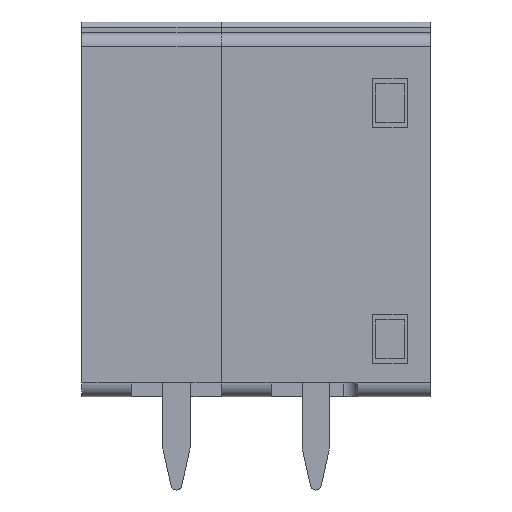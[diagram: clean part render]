
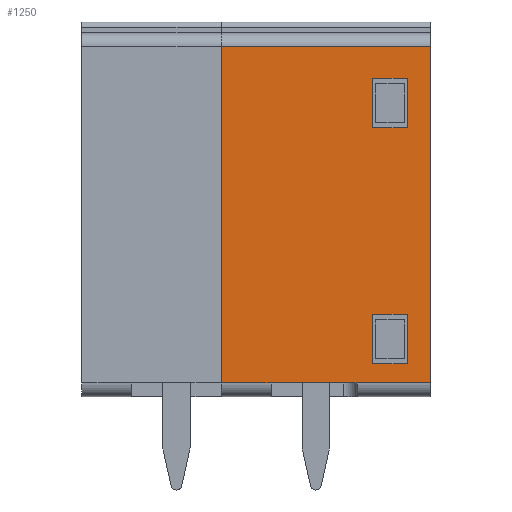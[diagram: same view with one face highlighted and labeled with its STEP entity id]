
A CAD part, front view. The second image highlights one B-rep face of the part: STEP entity #1250.
In plain terms, the highlighted planar face has unit normal (0, -1, 0).
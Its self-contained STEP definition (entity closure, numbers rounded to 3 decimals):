
#1250=ADVANCED_FACE('',(#2503,#2504,#2505),#2506,.T.);
#2503=FACE_OUTER_BOUND('',#3989,.T.);
#2504=FACE_BOUND('',#3990,.T.);
#2505=FACE_BOUND('',#3991,.T.);
#2506=PLANE('',#3992);
#3989=EDGE_LOOP('',(#7061,#7062,#7063,#7064,#7065,#7066));
#3990=EDGE_LOOP('',(#7067,#7068,#7069,#7070));
#3991=EDGE_LOOP('',(#7071,#7072,#7073,#7074));
#3992=AXIS2_PLACEMENT_3D('',#7075,#7076,#7077);
#7061=ORIENTED_EDGE('',*,*,#9428,.F.);
#7062=ORIENTED_EDGE('',*,*,#9429,.T.);
#7063=ORIENTED_EDGE('',*,*,#9430,.F.);
#7064=ORIENTED_EDGE('',*,*,#9431,.T.);
#7065=ORIENTED_EDGE('',*,*,#9432,.F.);
#7066=ORIENTED_EDGE('',*,*,#9395,.F.);
#7067=ORIENTED_EDGE('',*,*,#9433,.T.);
#7068=ORIENTED_EDGE('',*,*,#9434,.T.);
#7069=ORIENTED_EDGE('',*,*,#9435,.F.);
#7070=ORIENTED_EDGE('',*,*,#9436,.T.);
#7071=ORIENTED_EDGE('',*,*,#9190,.F.);
#7072=ORIENTED_EDGE('',*,*,#9409,.T.);
#7073=ORIENTED_EDGE('',*,*,#9185,.T.);
#7074=ORIENTED_EDGE('',*,*,#9242,.F.);
#7075=CARTESIAN_POINT('',(10.387,0.0,9.492));
#7076=DIRECTION('',(0.0,-1.0,0.0));
#7077=DIRECTION('',(-1.0,0.0,0.0));
#9185=EDGE_CURVE('',#11117,#11115,#11118,.T.);
#9190=EDGE_CURVE('',#11124,#11126,#11127,.T.);
#9242=EDGE_CURVE('',#11126,#11115,#11213,.T.);
#9395=EDGE_CURVE('',#11443,#11445,#11446,.T.);
#9409=EDGE_CURVE('',#11124,#11117,#11466,.T.);
#9428=EDGE_CURVE('',#11491,#11443,#11492,.T.);
#9429=EDGE_CURVE('',#11491,#11493,#11494,.T.);
#9430=EDGE_CURVE('',#11495,#11493,#11496,.T.);
#9431=EDGE_CURVE('',#11495,#11497,#11498,.T.);
#9432=EDGE_CURVE('',#11445,#11497,#11499,.T.);
#9433=EDGE_CURVE('',#11500,#11501,#11502,.T.);
#9434=EDGE_CURVE('',#11501,#11503,#11504,.T.);
#9435=EDGE_CURVE('',#11505,#11503,#11506,.T.);
#9436=EDGE_CURVE('',#11505,#11500,#11507,.T.);
#11115=VERTEX_POINT('',#14478);
#11117=VERTEX_POINT('',#14481);
#11118=LINE('',#14482,#14483);
#11124=VERTEX_POINT('',#14491);
#11126=VERTEX_POINT('',#14494);
#11127=LINE('',#14495,#14496);
#11213=LINE('',#14621,#14622);
#11443=VERTEX_POINT('',#14940);
#11445=VERTEX_POINT('',#14943);
#11446=LINE('',#14944,#14945);
#11466=LINE('',#14974,#14975);
#11491=VERTEX_POINT('',#15011);
#11492=LINE('',#15012,#15013);
#11493=VERTEX_POINT('',#15014);
#11494=LINE('',#15015,#15016);
#11495=VERTEX_POINT('',#15017);
#11496=LINE('',#15018,#15019);
#11497=VERTEX_POINT('',#15020);
#11498=LINE('',#15021,#15022);
#11499=LINE('',#15023,#15024);
#11500=VERTEX_POINT('',#15025);
#11501=VERTEX_POINT('',#15026);
#11502=LINE('',#15027,#15028);
#11503=VERTEX_POINT('',#15029);
#11504=LINE('',#15030,#15031);
#11505=VERTEX_POINT('',#15032);
#11506=LINE('',#15033,#15034);
#11507=LINE('',#15035,#15036);
#14478=CARTESIAN_POINT('',(11.86,0.0,11.595));
#14481=CARTESIAN_POINT('',(10.6,0.0,11.595));
#14482=CARTESIAN_POINT('',(5.08,0.0,11.595));
#14483=VECTOR('',#16727,1.0);
#14491=CARTESIAN_POINT('',(10.6,0.0,9.795));
#14494=CARTESIAN_POINT('',(11.86,0.0,9.795));
#14495=CARTESIAN_POINT('',(5.08,0.0,9.795));
#14496=VECTOR('',#16731,1.0);
#14621=CARTESIAN_POINT('',(11.86,0.0,-38.108));
#14622=VECTOR('',#16783,1.0);
#14940=CARTESIAN_POINT('',(10.03,0.0,0.5));
#14943=CARTESIAN_POINT('',(6.9,0.0,0.5));
#14944=CARTESIAN_POINT('',(5.08,0.0,0.5));
#14945=VECTOR('',#16951,1.0);
#14974=CARTESIAN_POINT('',(10.6,0.0,-38.108));
#14975=VECTOR('',#16964,1.0);
#15011=CARTESIAN_POINT('',(12.7,0.0,0.5));
#15012=CARTESIAN_POINT('',(5.08,0.0,0.5));
#15013=VECTOR('',#16976,1.0);
#15014=CARTESIAN_POINT('',(12.7,0.0,12.75));
#15015=CARTESIAN_POINT('',(12.7,0.0,-38.108));
#15016=VECTOR('',#16977,1.0);
#15017=CARTESIAN_POINT('',(5.08,0.0,12.75));
#15018=CARTESIAN_POINT('',(5.08,0.0,12.75));
#15019=VECTOR('',#16978,1.0);
#15020=CARTESIAN_POINT('',(5.08,0.0,0.5));
#15021=CARTESIAN_POINT('',(5.08,0.0,-38.108));
#15022=VECTOR('',#16979,1.0);
#15023=CARTESIAN_POINT('',(5.08,0.0,0.5));
#15024=VECTOR('',#16980,1.0);
#15025=CARTESIAN_POINT('',(10.6,0.0,2.995));
#15026=CARTESIAN_POINT('',(11.86,0.0,2.995));
#15027=CARTESIAN_POINT('',(5.08,0.0,2.995));
#15028=VECTOR('',#16981,1.0);
#15029=CARTESIAN_POINT('',(11.86,0.0,1.195));
#15030=CARTESIAN_POINT('',(11.86,0.0,-38.108));
#15031=VECTOR('',#16982,1.0);
#15032=CARTESIAN_POINT('',(10.6,0.0,1.195));
#15033=CARTESIAN_POINT('',(5.08,0.0,1.195));
#15034=VECTOR('',#16983,1.0);
#15035=CARTESIAN_POINT('',(10.6,0.0,-38.108));
#15036=VECTOR('',#16984,1.0);
#16727=DIRECTION('',(1.0,0.0,0.0));
#16731=DIRECTION('',(1.0,0.0,0.0));
#16783=DIRECTION('',(0.0,0.0,1.0));
#16951=DIRECTION('',(-1.0,0.0,0.0));
#16964=DIRECTION('',(0.0,0.0,1.0));
#16976=DIRECTION('',(-1.0,0.0,0.0));
#16977=DIRECTION('',(0.0,0.0,1.0));
#16978=DIRECTION('',(1.0,0.0,0.0));
#16979=DIRECTION('',(0.0,0.0,-1.0));
#16980=DIRECTION('',(-1.0,0.0,0.0));
#16981=DIRECTION('',(1.0,0.0,0.0));
#16982=DIRECTION('',(0.0,0.0,-1.0));
#16983=DIRECTION('',(1.0,0.0,0.0));
#16984=DIRECTION('',(0.0,0.0,1.0));
